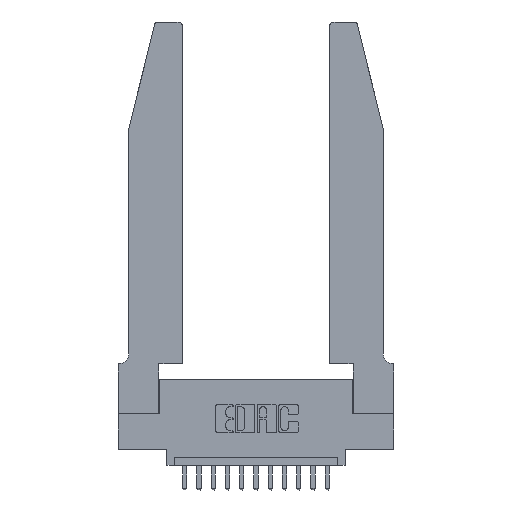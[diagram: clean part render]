
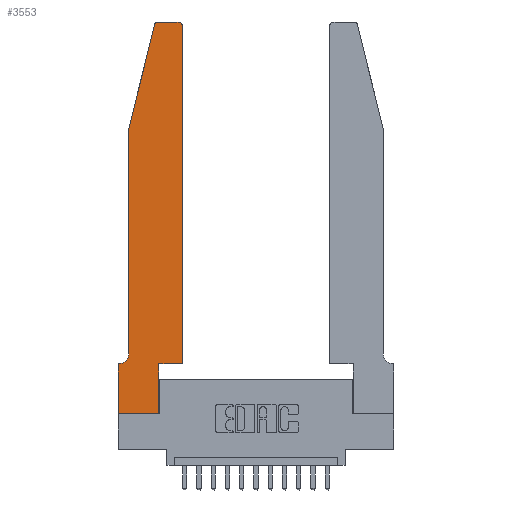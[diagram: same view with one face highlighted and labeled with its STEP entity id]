
A CAD part, top view. The second image highlights one B-rep face of the part: STEP entity #3553.
In plain terms, the highlighted planar face has unit normal (0, 0, 1).
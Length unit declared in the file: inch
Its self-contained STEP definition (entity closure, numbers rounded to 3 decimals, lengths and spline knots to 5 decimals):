
#12 = CARTESIAN_POINT ( 'NONE',  ( 0., 0., 0.37 ) ) ;
#96 = AXIS2_PLACEMENT_3D ( 'NONE', #13966, #11308, #3274 ) ;
#148 = EDGE_CURVE ( 'NONE', #6369, #3084, #5135, .T. ) ;
#254 = EDGE_CURVE ( 'NONE', #3181, #11532, #8715, .T. ) ;
#958 = ORIENTED_EDGE ( 'NONE', *, *, #5453, .T. ) ;
#1392 = EDGE_CURVE ( 'NONE', #3084, #10648, #4472, .T. ) ;
#1520 = DIRECTION ( 'NONE',  ( -1., 0., 0. ) ) ;
#1654 = CARTESIAN_POINT ( 'NONE',  ( 0.0755, 0.35, 0.37 ) ) ;
#2573 = VERTEX_POINT ( 'NONE', #3311 ) ;
#2666 = DIRECTION ( 'NONE',  ( 1., 0., 0. ) ) ;
#2813 = CARTESIAN_POINT ( 'NONE',  ( 0., 0.35, 0.37 ) ) ;
#2818 = AXIS2_PLACEMENT_3D ( 'NONE', #6913, #5833, #16339 ) ;
#2931 = FACE_OUTER_BOUND ( 'NONE', #14183, .T. ) ;
#2935 = CARTESIAN_POINT ( 'NONE',  ( 0.0755, 2., 0.37 ) ) ;
#3060 = AXIS2_PLACEMENT_3D ( 'NONE', #10830, #13175, #2666 ) ;
#3063 = EDGE_CURVE ( 'NONE', #5449, #13756, #11399, .T. ) ;
#3084 = VERTEX_POINT ( 'NONE', #12638 ) ;
#3181 = VERTEX_POINT ( 'NONE', #12754 ) ;
#3262 = AXIS2_PLACEMENT_3D ( 'NONE', #2813, #12053, #10965 ) ;
#3274 = DIRECTION ( 'NONE',  ( 1., 0., 0. ) ) ;
#3311 = CARTESIAN_POINT ( 'NONE',  ( 0., 0., 0.37 ) ) ;
#3553 = ADVANCED_FACE ( 'NONE', ( #2931 ), #14980, .T. ) ;
#3576 = DIRECTION ( 'NONE',  ( 0., -1., 0. ) ) ;
#4472 = LINE ( 'NONE', #15690, #11237 ) ;
#4961 = CARTESIAN_POINT ( 'NONE',  ( 0.0755, 2., 0.37 ) ) ;
#5022 = ORIENTED_EDGE ( 'NONE', *, *, #9885, .T. ) ;
#5135 = LINE ( 'NONE', #7015, #7023 ) ;
#5150 = CARTESIAN_POINT ( 'NONE',  ( 0.2865, 0., 0.37 ) ) ;
#5368 = ORIENTED_EDGE ( 'NONE', *, *, #148, .T. ) ;
#5449 = VERTEX_POINT ( 'NONE', #6481 ) ;
#5453 = EDGE_CURVE ( 'NONE', #9694, #2573, #10053, .T. ) ;
#5480 = ORIENTED_EDGE ( 'NONE', *, *, #254, .T. ) ;
#5507 = VECTOR ( 'NONE', #9539, 39.37008 ) ;
#5654 = EDGE_CURVE ( 'NONE', #13881, #6267, #6906, .T. ) ;
#5833 = DIRECTION ( 'NONE',  ( 0., 0., -1. ) ) ;
#6149 = CARTESIAN_POINT ( 'NONE',  ( 0.0755, 2., 0.37 ) ) ;
#6210 = VECTOR ( 'NONE', #10513, 39.37008 ) ;
#6267 = VERTEX_POINT ( 'NONE', #15607 ) ;
#6369 = VERTEX_POINT ( 'NONE', #5150 ) ;
#6408 = VECTOR ( 'NONE', #13678, 39.37008 ) ;
#6481 = CARTESIAN_POINT ( 'NONE',  ( 0.0755, 0.42, 0.37 ) ) ;
#6625 = EDGE_CURVE ( 'NONE', #6267, #3181, #9805, .T. ) ;
#6906 = CIRCLE ( 'NONE', #3060, 0.03 ) ;
#6913 = CARTESIAN_POINT ( 'NONE',  ( 0.0055, 0.42, 0.37 ) ) ;
#7015 = CARTESIAN_POINT ( 'NONE',  ( 0.2865, 0.35, 0.37 ) ) ;
#7023 = VECTOR ( 'NONE', #8544, 39.37008 ) ;
#7139 = LINE ( 'NONE', #1654, #13485 ) ;
#7303 = ORIENTED_EDGE ( 'NONE', *, *, #6625, .T. ) ;
#7635 = DIRECTION ( 'NONE',  ( -0.239, -0.971, 0. ) ) ;
#8444 = CARTESIAN_POINT ( 'NONE',  ( 0.25487, 2.72718, 0.37 ) ) ;
#8544 = DIRECTION ( 'NONE',  ( 0., 1., 0. ) ) ;
#8715 = CIRCLE ( 'NONE', #96, 0.03 ) ;
#8772 = VECTOR ( 'NONE', #1520, 39.37008 ) ;
#8910 = CARTESIAN_POINT ( 'NONE',  ( 0., 0.35, 0.37 ) ) ;
#9175 = VECTOR ( 'NONE', #7635, 39.37008 ) ;
#9239 = CARTESIAN_POINT ( 'NONE',  ( 0., 0., 0.37 ) ) ;
#9369 = LINE ( 'NONE', #6149, #9175 ) ;
#9539 = DIRECTION ( 'NONE',  ( 1., 0., 0. ) ) ;
#9694 = VERTEX_POINT ( 'NONE', #8910 ) ;
#9805 = LINE ( 'NONE', #12294, #8772 ) ;
#9885 = EDGE_CURVE ( 'NONE', #10648, #13881, #11485, .T. ) ;
#9970 = LINE ( 'NONE', #2935, #6408 ) ;
#10053 = LINE ( 'NONE', #9239, #15792 ) ;
#10278 = CARTESIAN_POINT ( 'NONE',  ( 0.4505, 0.35, 0.37 ) ) ;
#10513 = DIRECTION ( 'NONE',  ( 0., 1., 0. ) ) ;
#10573 = EDGE_CURVE ( 'NONE', #11532, #15748, #9369, .T. ) ;
#10648 = VERTEX_POINT ( 'NONE', #10278 ) ;
#10747 = ORIENTED_EDGE ( 'NONE', *, *, #13618, .T. ) ;
#10830 = CARTESIAN_POINT ( 'NONE',  ( 0.4205, 2.72, 0.37 ) ) ;
#10934 = ORIENTED_EDGE ( 'NONE', *, *, #5654, .T. ) ;
#10965 = DIRECTION ( 'NONE',  ( 1., 0., 0. ) ) ;
#11109 = DIRECTION ( 'NONE',  ( -1., 0., 0. ) ) ;
#11237 = VECTOR ( 'NONE', #11652, 39.37008 ) ;
#11308 = DIRECTION ( 'NONE',  ( 0., 0., 1. ) ) ;
#11399 = CIRCLE ( 'NONE', #2818, 0.07 ) ;
#11485 = LINE ( 'NONE', #13352, #6210 ) ;
#11532 = VERTEX_POINT ( 'NONE', #8444 ) ;
#11652 = DIRECTION ( 'NONE',  ( 1., 0., 0. ) ) ;
#12053 = DIRECTION ( 'NONE',  ( 0., 0., 1. ) ) ;
#12294 = CARTESIAN_POINT ( 'NONE',  ( 0.2605, 2.75, 0.37 ) ) ;
#12402 = EDGE_CURVE ( 'NONE', #2573, #6369, #16087, .T. ) ;
#12558 = ORIENTED_EDGE ( 'NONE', *, *, #10573, .T. ) ;
#12638 = CARTESIAN_POINT ( 'NONE',  ( 0.2865, 0.35, 0.37 ) ) ;
#12754 = CARTESIAN_POINT ( 'NONE',  ( 0.284, 2.75, 0.37 ) ) ;
#13049 = CARTESIAN_POINT ( 'NONE',  ( 0.4505, 2.72, 0.37 ) ) ;
#13175 = DIRECTION ( 'NONE',  ( 0., 0., 1. ) ) ;
#13352 = CARTESIAN_POINT ( 'NONE',  ( 0.4505, 0.35, 0.37 ) ) ;
#13485 = VECTOR ( 'NONE', #11109, 39.37008 ) ;
#13618 = EDGE_CURVE ( 'NONE', #13756, #9694, #7139, .T. ) ;
#13678 = DIRECTION ( 'NONE',  ( 0., -1., 0. ) ) ;
#13756 = VERTEX_POINT ( 'NONE', #15531 ) ;
#13881 = VERTEX_POINT ( 'NONE', #13049 ) ;
#13966 = CARTESIAN_POINT ( 'NONE',  ( 0.284, 2.72, 0.37 ) ) ;
#14060 = ORIENTED_EDGE ( 'NONE', *, *, #14102, .T. ) ;
#14102 = EDGE_CURVE ( 'NONE', #15748, #5449, #9970, .T. ) ;
#14183 = EDGE_LOOP ( 'NONE', ( #7303, #5480, #12558, #14060, #14676, #10747, #958, #16290, #5368, #17330, #5022, #10934 ) ) ;
#14676 = ORIENTED_EDGE ( 'NONE', *, *, #3063, .T. ) ;
#14980 = PLANE ( 'NONE',  #3262 ) ;
#15531 = CARTESIAN_POINT ( 'NONE',  ( 0.0055, 0.35, 0.37 ) ) ;
#15607 = CARTESIAN_POINT ( 'NONE',  ( 0.4205, 2.75, 0.37 ) ) ;
#15690 = CARTESIAN_POINT ( 'NONE',  ( 0.4505, 0.35, 0.37 ) ) ;
#15748 = VERTEX_POINT ( 'NONE', #4961 ) ;
#15792 = VECTOR ( 'NONE', #3576, 39.37008 ) ;
#16087 = LINE ( 'NONE', #12, #5507 ) ;
#16290 = ORIENTED_EDGE ( 'NONE', *, *, #12402, .T. ) ;
#16339 = DIRECTION ( 'NONE',  ( -1., 0., 0. ) ) ;
#17330 = ORIENTED_EDGE ( 'NONE', *, *, #1392, .T. ) ;
